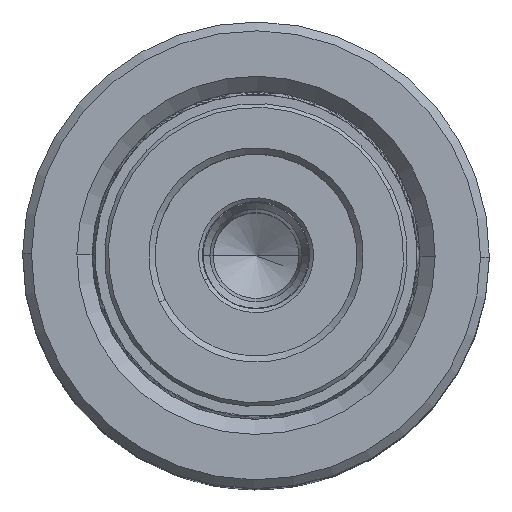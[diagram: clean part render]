
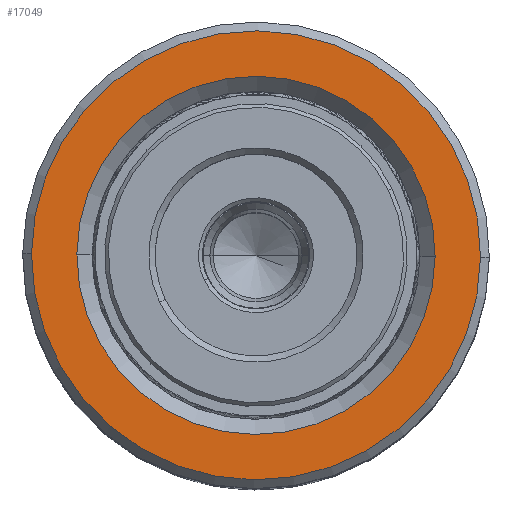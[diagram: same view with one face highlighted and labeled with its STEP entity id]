
A CAD part, top view. The second image highlights one B-rep face of the part: STEP entity #17049.
In plain terms, the highlighted planar face has unit normal (0, 0, 1).
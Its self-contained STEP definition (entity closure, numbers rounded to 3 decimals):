
#198 = ORIENTED_EDGE ( 'NONE', *, *, #26054, .T. ) ;
#558 = EDGE_LOOP ( 'NONE', ( #9699, #198 ) ) ;
#791 = VERTEX_POINT ( 'NONE', #32944 ) ;
#903 = CIRCLE ( 'NONE', #21914, 17.8 ) ;
#1524 = EDGE_LOOP ( 'NONE', ( #31221, #26973 ) ) ;
#3086 = EDGE_CURVE ( 'NONE', #22599, #791, #903, .T. ) ;
#3450 = DIRECTION ( 'NONE',  ( 1., 0., 0. ) ) ;
#5519 = AXIS2_PLACEMENT_3D ( 'NONE', #22791, #33600, #14103 ) ;
#5884 = AXIS2_PLACEMENT_3D ( 'NONE', #20619, #23992, #23821 ) ;
#6480 = CARTESIAN_POINT ( 'NONE',  ( 0., 0., 60. ) ) ;
#6657 = DIRECTION ( 'NONE',  ( 0., 0., 1. ) ) ;
#8903 = CARTESIAN_POINT ( 'NONE',  ( 0., 0., 60. ) ) ;
#9699 = ORIENTED_EDGE ( 'NONE', *, *, #11186, .T. ) ;
#9825 = VERTEX_POINT ( 'NONE', #26652 ) ;
#10651 = CIRCLE ( 'NONE', #17986, 17.8 ) ;
#10847 = CARTESIAN_POINT ( 'NONE',  ( 17.8, 0., 60. ) ) ;
#11186 = EDGE_CURVE ( 'NONE', #30334, #9825, #13486, .T. ) ;
#11542 = DIRECTION ( 'NONE',  ( 0., 0., 1. ) ) ;
#13355 = AXIS2_PLACEMENT_3D ( 'NONE', #6480, #6657, #3450 ) ;
#13486 = CIRCLE ( 'NONE', #5519, 14.2 ) ;
#14103 = DIRECTION ( 'NONE',  ( 1., 0., 0. ) ) ;
#14576 = DIRECTION ( 'NONE',  ( 1., 0., 0. ) ) ;
#17049 = ADVANCED_FACE ( 'NONE', ( #33449, #19958 ), #30780, .T. ) ;
#17986 = AXIS2_PLACEMENT_3D ( 'NONE', #30701, #28025, #14576 ) ;
#19958 = FACE_BOUND ( 'NONE', #558, .T. ) ;
#20619 = CARTESIAN_POINT ( 'NONE',  ( 0., 0., 60. ) ) ;
#21204 = CIRCLE ( 'NONE', #5884, 14.2 ) ;
#21914 = AXIS2_PLACEMENT_3D ( 'NONE', #8903, #11542, #22370 ) ;
#22370 = DIRECTION ( 'NONE',  ( 1., 0., 0. ) ) ;
#22599 = VERTEX_POINT ( 'NONE', #10847 ) ;
#22791 = CARTESIAN_POINT ( 'NONE',  ( 0., 0., 60. ) ) ;
#22821 = EDGE_CURVE ( 'NONE', #791, #22599, #10651, .T. ) ;
#23821 = DIRECTION ( 'NONE',  ( 1., 0., 0. ) ) ;
#23992 = DIRECTION ( 'NONE',  ( 0., 0., -1. ) ) ;
#25708 = CARTESIAN_POINT ( 'NONE',  ( 14.2, 0., 60. ) ) ;
#26054 = EDGE_CURVE ( 'NONE', #9825, #30334, #21204, .T. ) ;
#26652 = CARTESIAN_POINT ( 'NONE',  ( -14.2, 0., 60. ) ) ;
#26973 = ORIENTED_EDGE ( 'NONE', *, *, #3086, .T. ) ;
#28025 = DIRECTION ( 'NONE',  ( 0., 0., 1. ) ) ;
#30334 = VERTEX_POINT ( 'NONE', #25708 ) ;
#30701 = CARTESIAN_POINT ( 'NONE',  ( 0., 0., 60. ) ) ;
#30780 = PLANE ( 'NONE',  #13355 ) ;
#31221 = ORIENTED_EDGE ( 'NONE', *, *, #22821, .T. ) ;
#32944 = CARTESIAN_POINT ( 'NONE',  ( -17.8, 0., 60. ) ) ;
#33449 = FACE_OUTER_BOUND ( 'NONE', #1524, .T. ) ;
#33600 = DIRECTION ( 'NONE',  ( 0., 0., -1. ) ) ;
